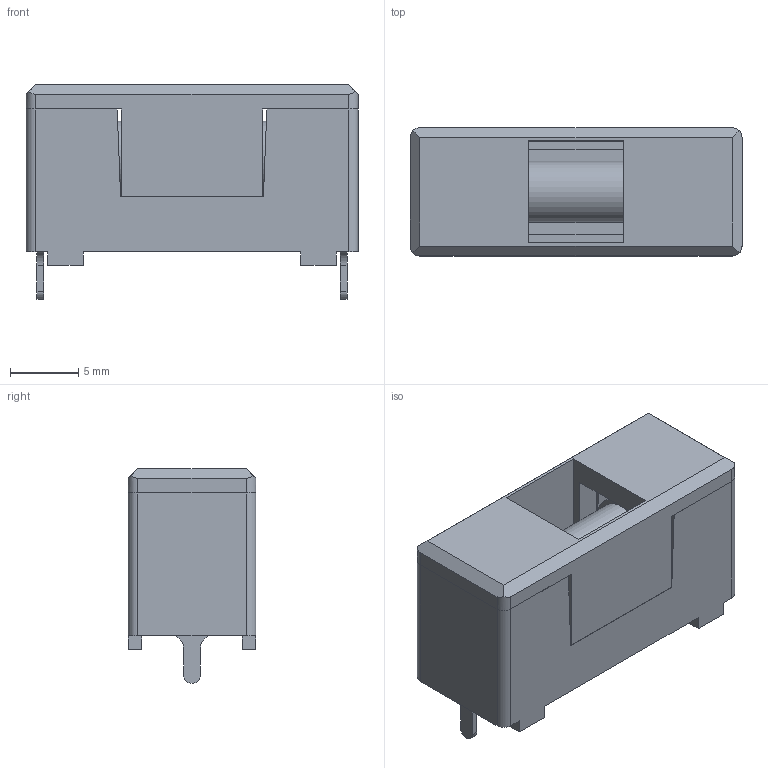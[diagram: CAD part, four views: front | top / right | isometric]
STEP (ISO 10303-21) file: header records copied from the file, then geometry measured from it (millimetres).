
FILE_DESCRIPTION(('FreeCAD Model'),'2;1');
FILE_NAME('TS-20-10-HTC-100M.step', '2017-11-09T16:38:42',('L. Sartory'),('ADDI-DATA GmbH'), 'Open CASCADE STEP processor 6.8','FreeCAD','Unknown');
FILE_SCHEMA(('AUTOMOTIVE_DESIGN_CC2 { 1 2 10303 214 -1 1 5 4 }'));
Length unit declared in the file: millimetre
Products named in the file (5): ASSEMBLY; Body; Pins; Cover; Fuse
Assembly tree (4 placements, depth 2):
  ASSEMBLY
    Body
    Pins
    Cover
    Fuse
Bounding box: 24.4 x 9.4 x 15.8 mm (x, y, z)
Volume: 1845.5 mm3; surface area: 2952.7 mm2
Topology: 7 solids, 7 shells, 96 faces, 243 edges, 162 vertices
Faces by surface type: plane 77, cylinder 19
Full cylindrical faces by diameter (mm): 4.5 x3, 5.2 x2
Entity records: 6283 total; most frequent: CARTESIAN_POINT 1283, DIRECTION 863, LINE 560, VECTOR 560, ORIENTED_EDGE 486, PCURVE 486, DEFINITIONAL_REPRESENTATION 486, EDGE_CURVE 243
